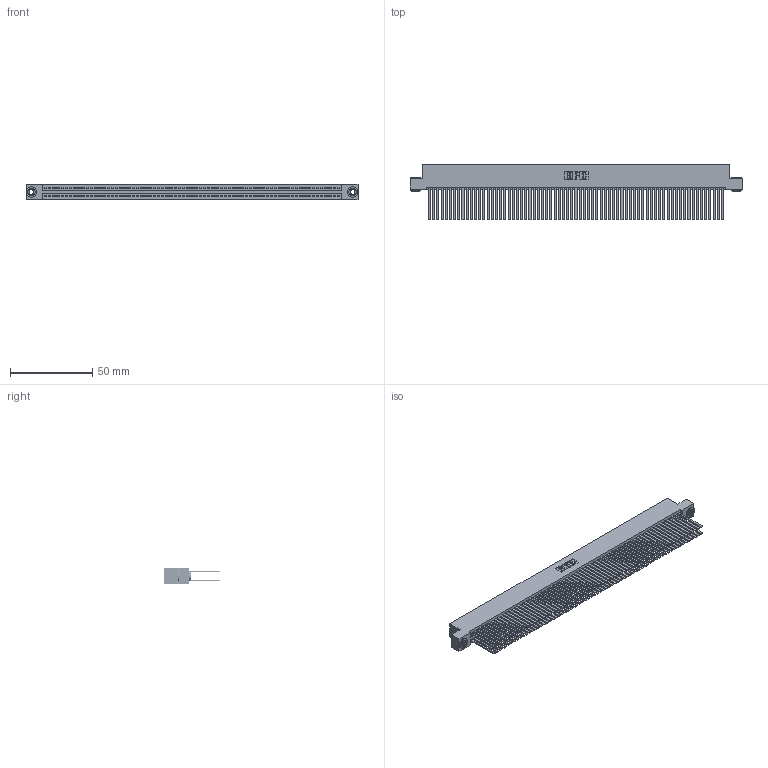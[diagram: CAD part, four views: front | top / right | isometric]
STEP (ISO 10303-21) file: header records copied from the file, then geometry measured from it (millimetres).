
FILE_DESCRIPTION (( 'STEP AP203' ), '1' );
FILE_NAME ('395-142-544-203.STEP', '2019-10-30T11:34:12', ( '' ), ( '' ), 'SwSTEP 2.0', 'SolidWorks 2016', '' );
FILE_SCHEMA (( 'CONFIG_CONTROL_DESIGN' ));
Length unit declared in the file: inch
Products named in the file (4): 345-292-001_345-293-144; 345-250-002_345-250-002-102; 395-142-544-203; 345 Part_Flush Mounting Lugs - 0.156 Dia-TH
Assembly tree (145 placements, depth 2):
  395-142-544-203
    345 Part_Flush Mounting Lugs - 0.156 Dia-TH
    345-292-001_345-293-144  x142
    345-250-002_345-250-002-102  x2
Bounding box: 201.55 x 33.96 x 9.4 mm (x, y, z)
Volume: 21857.8 mm3; surface area: 38910.3 mm2
Topology: 145 solids, 145 shells, 6412 faces, 19019 edges, 12486 vertices
Faces by surface type: plane 4208, cylinder 2196, cone 8
Entity records: 52270 total; most frequent: CARTESIAN_POINT 8707, ORIENTED_EDGE 8634, DIRECTION 7671, EDGE_CURVE 4317, LINE 3881, VECTOR 3881, VERTEX_POINT 2874, AXIS2_PLACEMENT_3D 1895
